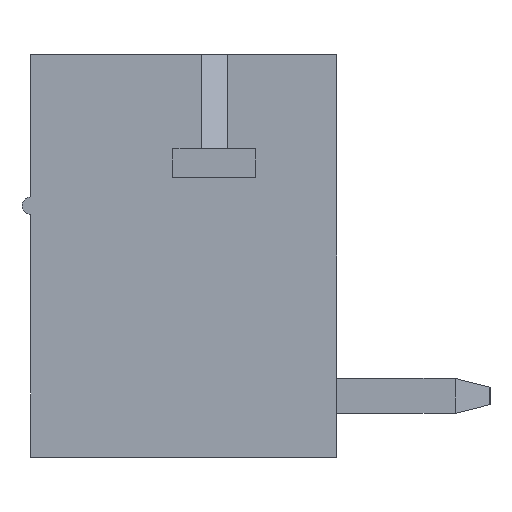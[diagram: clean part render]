
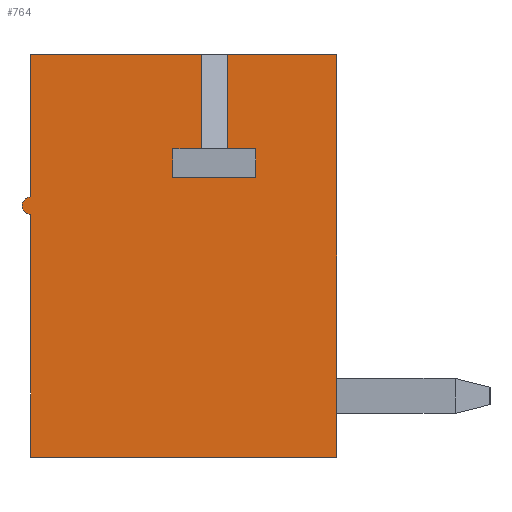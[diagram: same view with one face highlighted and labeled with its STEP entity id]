
A CAD part, left-side view. The second image highlights one B-rep face of the part: STEP entity #764.
In plain terms, the highlighted planar face has unit normal (-1, 0, 0).
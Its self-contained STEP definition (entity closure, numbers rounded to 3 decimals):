
#764 = ADVANCED_FACE( '', ( #1680 ), #1681, .F. );
#1680 = FACE_OUTER_BOUND( '', #2779, .T. );
#1681 = PLANE( '', #2780 );
#2779 = EDGE_LOOP( '', ( #4814, #4815, #4816, #4817, #4818, #4819, #4820, #4821, #4822, #4823, #4824, #4825, #4826, #4827 ) );
#2780 = AXIS2_PLACEMENT_3D( '', #4828, #4829, #4830 );
#4814 = ORIENTED_EDGE( '', *, *, #6917, .T. );
#4815 = ORIENTED_EDGE( '', *, *, #7515, .T. );
#4816 = ORIENTED_EDGE( '', *, *, #7565, .F. );
#4817 = ORIENTED_EDGE( '', *, *, #7022, .T. );
#4818 = ORIENTED_EDGE( '', *, *, #6899, .T. );
#4819 = ORIENTED_EDGE( '', *, *, #7566, .T. );
#4820 = ORIENTED_EDGE( '', *, *, #7344, .F. );
#4821 = ORIENTED_EDGE( '', *, *, #7529, .F. );
#4822 = ORIENTED_EDGE( '', *, *, #7567, .F. );
#4823 = ORIENTED_EDGE( '', *, *, #7568, .T. );
#4824 = ORIENTED_EDGE( '', *, *, #7229, .T. );
#4825 = ORIENTED_EDGE( '', *, *, #7569, .T. );
#4826 = ORIENTED_EDGE( '', *, *, #7570, .T. );
#4827 = ORIENTED_EDGE( '', *, *, #7571, .T. );
#4828 = CARTESIAN_POINT( '', ( -12.8, 0., 0. ) );
#4829 = DIRECTION( '', ( 1., 0., 0. ) );
#4830 = DIRECTION( '', ( 0., 0., -1. ) );
#6899 = EDGE_CURVE( '', #8329, #8327, #8330, .F. );
#6917 = EDGE_CURVE( '', #8359, #8360, #8361, .T. );
#7022 = EDGE_CURVE( '', #8542, #8329, #8546, .T. );
#7229 = EDGE_CURVE( '', #8898, #8899, #8900, .T. );
#7344 = EDGE_CURVE( '', #9089, #9091, #9092, .T. );
#7515 = EDGE_CURVE( '', #8360, #8514, #9352, .T. );
#7529 = EDGE_CURVE( '', #9368, #9089, #9370, .T. );
#7565 = EDGE_CURVE( '', #8542, #8514, #9420, .T. );
#7566 = EDGE_CURVE( '', #8327, #9091, #9421, .T. );
#7567 = EDGE_CURVE( '', #8511, #9368, #9422, .T. );
#7568 = EDGE_CURVE( '', #8511, #8898, #9423, .T. );
#7569 = EDGE_CURVE( '', #8899, #9424, #9425, .T. );
#7570 = EDGE_CURVE( '', #9424, #9426, #9427, .T. );
#7571 = EDGE_CURVE( '', #9426, #8359, #9428, .T. );
#8327 = VERTEX_POINT( '', #10409 );
#8329 = VERTEX_POINT( '', #10412 );
#8330 = CIRCLE( '', #10413, 0.2 );
#8359 = VERTEX_POINT( '', #10454 );
#8360 = VERTEX_POINT( '', #10455 );
#8361 = LINE( '', #10456, #10457 );
#8511 = VERTEX_POINT( '', #10669 );
#8514 = VERTEX_POINT( '', #10673 );
#8542 = VERTEX_POINT( '', #10715 );
#8546 = LINE( '', #10721, #10722 );
#8898 = VERTEX_POINT( '', #11233 );
#8899 = VERTEX_POINT( '', #11234 );
#8900 = LINE( '', #11235, #11236 );
#9089 = VERTEX_POINT( '', #11514 );
#9091 = VERTEX_POINT( '', #11517 );
#9092 = LINE( '', #11518, #11519 );
#9352 = LINE( '', #11905, #11906 );
#9368 = VERTEX_POINT( '', #11933 );
#9370 = LINE( '', #11936, #11937 );
#9420 = LINE( '', #12012, #12013 );
#9421 = LINE( '', #12014, #12015 );
#9422 = LINE( '', #12016, #12017 );
#9423 = LINE( '', #12018, #12019 );
#9424 = VERTEX_POINT( '', #12020 );
#9425 = LINE( '', #12021, #12022 );
#9426 = VERTEX_POINT( '', #12023 );
#9427 = LINE( '', #12024, #12025 );
#9428 = LINE( '', #12026, #12027 );
#10409 = CARTESIAN_POINT( '', ( -12.8, 3.4, 0.95 ) );
#10412 = CARTESIAN_POINT( '', ( -12.8, 3.4, 1.35 ) );
#10413 = AXIS2_PLACEMENT_3D( '', #13110, #13111, #13112 );
#10454 = CARTESIAN_POINT( '', ( -12.8, 0.15, 2.45 ) );
#10455 = CARTESIAN_POINT( '', ( -12.8, -0.5, 2.45 ) );
#10456 = CARTESIAN_POINT( '', ( -12.8, 0.15, 2.45 ) );
#10457 = VECTOR( '', #13128, 1000. );
#10669 = CARTESIAN_POINT( '', ( -12.8, -1.1, 4.6 ) );
#10673 = CARTESIAN_POINT( '', ( -12.8, -0.5, 4.6 ) );
#10715 = CARTESIAN_POINT( '', ( -12.8, 3.4, 4.6 ) );
#10721 = CARTESIAN_POINT( '', ( -12.8, 3.4, 0. ) );
#10722 = VECTOR( '', #13232, 1000. );
#11233 = CARTESIAN_POINT( '', ( -12.8, -1.1, 2.45 ) );
#11234 = CARTESIAN_POINT( '', ( -12.8, -1.75, 2.45 ) );
#11235 = CARTESIAN_POINT( '', ( -12.8, -1.1, 2.45 ) );
#11236 = VECTOR( '', #13425, 1000. );
#11514 = CARTESIAN_POINT( '', ( -12.8, -3.6, -4.6 ) );
#11517 = CARTESIAN_POINT( '', ( -12.8, 3.4, -4.6 ) );
#11518 = CARTESIAN_POINT( '', ( -12.8, -3.6, -4.6 ) );
#11519 = VECTOR( '', #13525, 1000. );
#11905 = CARTESIAN_POINT( '', ( -12.8, -0.5, 2.45 ) );
#11906 = VECTOR( '', #13679, 1000. );
#11933 = CARTESIAN_POINT( '', ( -12.8, -3.6, 4.6 ) );
#11936 = CARTESIAN_POINT( '', ( -12.8, -3.6, 4.6 ) );
#11937 = VECTOR( '', #13692, 1000. );
#12012 = CARTESIAN_POINT( '', ( -12.8, 3.6, 4.6 ) );
#12013 = VECTOR( '', #13724, 1000. );
#12014 = CARTESIAN_POINT( '', ( -12.8, 3.4, 0. ) );
#12015 = VECTOR( '', #13725, 1000. );
#12016 = CARTESIAN_POINT( '', ( -12.8, 3.6, 4.6 ) );
#12017 = VECTOR( '', #13726, 1000. );
#12018 = CARTESIAN_POINT( '', ( -12.8, -1.1, 4.6 ) );
#12019 = VECTOR( '', #13727, 1000. );
#12020 = CARTESIAN_POINT( '', ( -12.8, -1.75, 1.8 ) );
#12021 = CARTESIAN_POINT( '', ( -12.8, -1.75, 2.45 ) );
#12022 = VECTOR( '', #13728, 1000. );
#12023 = CARTESIAN_POINT( '', ( -12.8, 0.15, 1.8 ) );
#12024 = CARTESIAN_POINT( '', ( -12.8, -1.75, 1.8 ) );
#12025 = VECTOR( '', #13729, 1000. );
#12026 = CARTESIAN_POINT( '', ( -12.8, 0.15, 1.8 ) );
#12027 = VECTOR( '', #13730, 1000. );
#13110 = CARTESIAN_POINT( '', ( -12.8, 3.4, 1.15 ) );
#13111 = DIRECTION( '', ( 1., 0., 0. ) );
#13112 = DIRECTION( '', ( 0., 0., -1. ) );
#13128 = DIRECTION( '', ( 0., -1., 0. ) );
#13232 = DIRECTION( '', ( 0., 0., -1. ) );
#13425 = DIRECTION( '', ( 0., -1., 0. ) );
#13525 = DIRECTION( '', ( 0., 1., 0. ) );
#13679 = DIRECTION( '', ( 0., 0., 1. ) );
#13692 = DIRECTION( '', ( 0., 0., -1. ) );
#13724 = DIRECTION( '', ( 0., -1., 0. ) );
#13725 = DIRECTION( '', ( 0., 0., -1. ) );
#13726 = DIRECTION( '', ( 0., -1., 0. ) );
#13727 = DIRECTION( '', ( 0., 0., -1. ) );
#13728 = DIRECTION( '', ( 0., 0., -1. ) );
#13729 = DIRECTION( '', ( 0., 1., 0. ) );
#13730 = DIRECTION( '', ( 0., 0., 1. ) );
